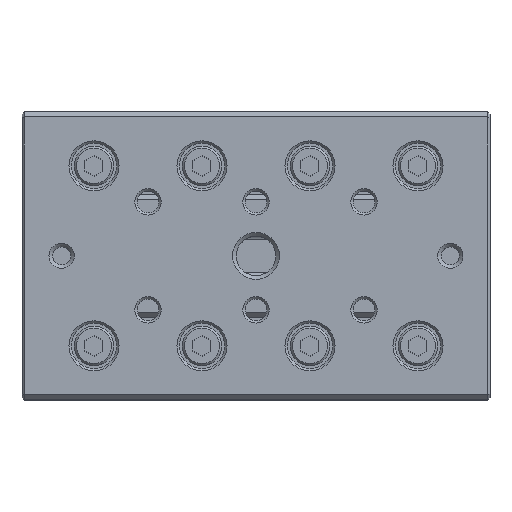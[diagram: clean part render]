
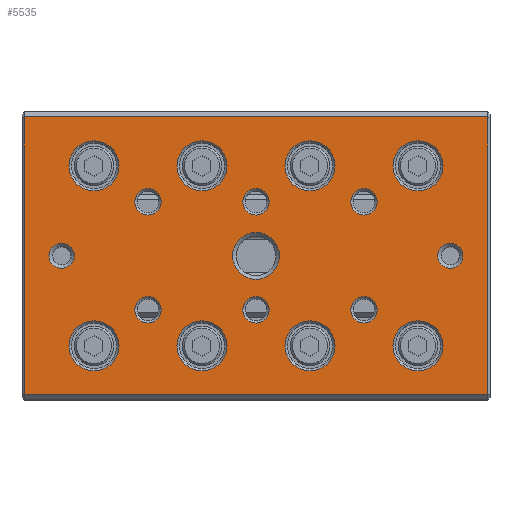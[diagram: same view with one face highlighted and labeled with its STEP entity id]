
A CAD part, top view. The second image highlights one B-rep face of the part: STEP entity #5535.
In plain terms, the highlighted planar face has unit normal (0, 0, 1).
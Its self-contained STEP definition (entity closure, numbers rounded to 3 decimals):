
#4890=FACE_BOUND('',#8268,.T.);
#4891=FACE_BOUND('',#8269,.T.);
#4892=FACE_BOUND('',#8270,.T.);
#4893=FACE_BOUND('',#8271,.T.);
#4894=FACE_BOUND('',#8272,.T.);
#4895=FACE_BOUND('',#8273,.T.);
#4896=FACE_BOUND('',#8274,.T.);
#4897=FACE_BOUND('',#8275,.T.);
#4898=FACE_BOUND('',#8276,.T.);
#4899=FACE_BOUND('',#8277,.T.);
#4900=FACE_BOUND('',#8278,.T.);
#4901=FACE_BOUND('',#8279,.T.);
#4902=FACE_BOUND('',#8280,.T.);
#4903=FACE_BOUND('',#8281,.T.);
#4904=FACE_BOUND('',#8282,.T.);
#4905=FACE_BOUND('',#8283,.T.);
#4906=FACE_BOUND('',#8284,.T.);
#4907=FACE_BOUND('',#8285,.T.);
#5222=CIRCLE('',#22243,3.25);
#5223=CIRCLE('',#22244,1.75);
#5224=CIRCLE('',#22245,1.75);
#5225=CIRCLE('',#22246,1.833);
#5226=CIRCLE('',#22247,1.833);
#5227=CIRCLE('',#22248,1.833);
#5228=CIRCLE('',#22249,1.833);
#5229=CIRCLE('',#22250,1.833);
#5230=CIRCLE('',#22251,1.833);
#5231=CIRCLE('',#22252,3.475);
#5232=CIRCLE('',#22253,3.475);
#5233=CIRCLE('',#22254,3.475);
#5234=CIRCLE('',#22255,3.475);
#5235=CIRCLE('',#22256,3.475);
#5236=CIRCLE('',#22257,3.475);
#5237=CIRCLE('',#22258,3.475);
#5238=CIRCLE('',#22259,3.475);
#5535=ADVANCED_FACE('',(#4890,#4891,#4892,#4893,#4894,#4895,#4896,#4897,
#4898,#4899,#4900,#4901,#4902,#4903,#4904,#4905,#4906,#4907),#6509,.F.);
#6509=PLANE('',#22260);
#8268=EDGE_LOOP('',(#10510));
#8269=EDGE_LOOP('',(#10511));
#8270=EDGE_LOOP('',(#10512));
#8271=EDGE_LOOP('',(#10513));
#8272=EDGE_LOOP('',(#10514));
#8273=EDGE_LOOP('',(#10515));
#8274=EDGE_LOOP('',(#10516));
#8275=EDGE_LOOP('',(#10517));
#8276=EDGE_LOOP('',(#10518));
#8277=EDGE_LOOP('',(#10519));
#8278=EDGE_LOOP('',(#10520));
#8279=EDGE_LOOP('',(#10521));
#8280=EDGE_LOOP('',(#10522));
#8281=EDGE_LOOP('',(#10523));
#8282=EDGE_LOOP('',(#10524));
#8283=EDGE_LOOP('',(#10525));
#8284=EDGE_LOOP('',(#10526));
#8285=EDGE_LOOP('',(#10527,#10528,#10529,#10530));
#10510=ORIENTED_EDGE('',*,*,#16627,.T.);
#10511=ORIENTED_EDGE('',*,*,#16628,.F.);
#10512=ORIENTED_EDGE('',*,*,#16629,.T.);
#10513=ORIENTED_EDGE('',*,*,#16630,.T.);
#10514=ORIENTED_EDGE('',*,*,#16631,.T.);
#10515=ORIENTED_EDGE('',*,*,#16632,.T.);
#10516=ORIENTED_EDGE('',*,*,#16633,.T.);
#10517=ORIENTED_EDGE('',*,*,#16634,.T.);
#10518=ORIENTED_EDGE('',*,*,#16635,.T.);
#10519=ORIENTED_EDGE('',*,*,#16636,.T.);
#10520=ORIENTED_EDGE('',*,*,#16637,.T.);
#10521=ORIENTED_EDGE('',*,*,#16638,.T.);
#10522=ORIENTED_EDGE('',*,*,#16639,.T.);
#10523=ORIENTED_EDGE('',*,*,#16640,.T.);
#10524=ORIENTED_EDGE('',*,*,#16641,.T.);
#10525=ORIENTED_EDGE('',*,*,#16642,.T.);
#10526=ORIENTED_EDGE('',*,*,#16643,.T.);
#10527=ORIENTED_EDGE('',*,*,#16644,.T.);
#10528=ORIENTED_EDGE('',*,*,#16645,.T.);
#10529=ORIENTED_EDGE('',*,*,#16646,.T.);
#10530=ORIENTED_EDGE('',*,*,#16647,.T.);
#14840=VERTEX_POINT('',#29282);
#14841=VERTEX_POINT('',#29284);
#14842=VERTEX_POINT('',#29286);
#14843=VERTEX_POINT('',#29288);
#14844=VERTEX_POINT('',#29290);
#14845=VERTEX_POINT('',#29292);
#14846=VERTEX_POINT('',#29294);
#14847=VERTEX_POINT('',#29296);
#14848=VERTEX_POINT('',#29298);
#14849=VERTEX_POINT('',#29300);
#14850=VERTEX_POINT('',#29302);
#14851=VERTEX_POINT('',#29304);
#14852=VERTEX_POINT('',#29306);
#14853=VERTEX_POINT('',#29308);
#14854=VERTEX_POINT('',#29310);
#14855=VERTEX_POINT('',#29312);
#14856=VERTEX_POINT('',#29314);
#14857=VERTEX_POINT('',#29316);
#14858=VERTEX_POINT('',#29317);
#14859=VERTEX_POINT('',#29319);
#14860=VERTEX_POINT('',#29321);
#16627=EDGE_CURVE('',#14840,#14840,#5222,.T.);
#16628=EDGE_CURVE('',#14841,#14841,#5223,.T.);
#16629=EDGE_CURVE('',#14842,#14842,#5224,.T.);
#16630=EDGE_CURVE('',#14843,#14843,#5225,.T.);
#16631=EDGE_CURVE('',#14844,#14844,#5226,.T.);
#16632=EDGE_CURVE('',#14845,#14845,#5227,.T.);
#16633=EDGE_CURVE('',#14846,#14846,#5228,.T.);
#16634=EDGE_CURVE('',#14847,#14847,#5229,.T.);
#16635=EDGE_CURVE('',#14848,#14848,#5230,.T.);
#16636=EDGE_CURVE('',#14849,#14849,#5231,.T.);
#16637=EDGE_CURVE('',#14850,#14850,#5232,.T.);
#16638=EDGE_CURVE('',#14851,#14851,#5233,.T.);
#16639=EDGE_CURVE('',#14852,#14852,#5234,.T.);
#16640=EDGE_CURVE('',#14853,#14853,#5235,.T.);
#16641=EDGE_CURVE('',#14854,#14854,#5236,.T.);
#16642=EDGE_CURVE('',#14855,#14855,#5237,.T.);
#16643=EDGE_CURVE('',#14856,#14856,#5238,.T.);
#16644=EDGE_CURVE('',#14857,#14858,#18824,.T.);
#16645=EDGE_CURVE('',#14858,#14859,#18825,.T.);
#16646=EDGE_CURVE('',#14859,#14860,#18826,.T.);
#16647=EDGE_CURVE('',#14860,#14857,#18827,.T.);
#18824=LINE('',#29315,#20704);
#18825=LINE('',#29318,#20705);
#18826=LINE('',#29320,#20706);
#18827=LINE('',#29322,#20707);
#20704=VECTOR('',#24264,1.);
#20705=VECTOR('',#24265,1.);
#20706=VECTOR('',#24266,1.);
#20707=VECTOR('',#24267,1.);
#22243=AXIS2_PLACEMENT_3D('',#29281,#24230,#24231);
#22244=AXIS2_PLACEMENT_3D('',#29283,#24232,#24233);
#22245=AXIS2_PLACEMENT_3D('',#29285,#24234,#24235);
#22246=AXIS2_PLACEMENT_3D('',#29287,#24236,#24237);
#22247=AXIS2_PLACEMENT_3D('',#29289,#24238,#24239);
#22248=AXIS2_PLACEMENT_3D('',#29291,#24240,#24241);
#22249=AXIS2_PLACEMENT_3D('',#29293,#24242,#24243);
#22250=AXIS2_PLACEMENT_3D('',#29295,#24244,#24245);
#22251=AXIS2_PLACEMENT_3D('',#29297,#24246,#24247);
#22252=AXIS2_PLACEMENT_3D('',#29299,#24248,#24249);
#22253=AXIS2_PLACEMENT_3D('',#29301,#24250,#24251);
#22254=AXIS2_PLACEMENT_3D('',#29303,#24252,#24253);
#22255=AXIS2_PLACEMENT_3D('',#29305,#24254,#24255);
#22256=AXIS2_PLACEMENT_3D('',#29307,#24256,#24257);
#22257=AXIS2_PLACEMENT_3D('',#29309,#24258,#24259);
#22258=AXIS2_PLACEMENT_3D('',#29311,#24260,#24261);
#22259=AXIS2_PLACEMENT_3D('',#29313,#24262,#24263);
#22260=AXIS2_PLACEMENT_3D('',#29323,#24268,#24269);
#24230=DIRECTION('',(0.,0.,-1.));
#24231=DIRECTION('',(-1.,0.,0.));
#24232=DIRECTION('',(0.,0.,1.));
#24233=DIRECTION('',(1.,0.,0.));
#24234=DIRECTION('',(0.,0.,-1.));
#24235=DIRECTION('',(-1.,0.,0.));
#24236=DIRECTION('',(0.,0.,-1.));
#24237=DIRECTION('',(-1.,0.,0.));
#24238=DIRECTION('',(0.,0.,-1.));
#24239=DIRECTION('',(-1.,0.,0.));
#24240=DIRECTION('',(0.,0.,-1.));
#24241=DIRECTION('',(-1.,0.,0.));
#24242=DIRECTION('',(0.,0.,-1.));
#24243=DIRECTION('',(-1.,0.,0.));
#24244=DIRECTION('',(0.,0.,-1.));
#24245=DIRECTION('',(-1.,0.,0.));
#24246=DIRECTION('',(0.,0.,-1.));
#24247=DIRECTION('',(-1.,0.,0.));
#24248=DIRECTION('',(0.,0.,-1.));
#24249=DIRECTION('',(-1.,0.,0.));
#24250=DIRECTION('',(0.,0.,-1.));
#24251=DIRECTION('',(-1.,0.,0.));
#24252=DIRECTION('',(0.,0.,-1.));
#24253=DIRECTION('',(-1.,0.,0.));
#24254=DIRECTION('',(0.,0.,-1.));
#24255=DIRECTION('',(-1.,0.,0.));
#24256=DIRECTION('',(0.,0.,-1.));
#24257=DIRECTION('',(-1.,0.,0.));
#24258=DIRECTION('',(0.,0.,-1.));
#24259=DIRECTION('',(-1.,0.,0.));
#24260=DIRECTION('',(0.,0.,-1.));
#24261=DIRECTION('',(-1.,0.,0.));
#24262=DIRECTION('',(0.,0.,-1.));
#24263=DIRECTION('',(-1.,0.,0.));
#24264=DIRECTION('',(1.,0.,0.));
#24265=DIRECTION('',(0.,1.,0.));
#24266=DIRECTION('',(-1.,0.,0.));
#24267=DIRECTION('',(0.,-1.,0.));
#24268=DIRECTION('',(0.,0.,-1.));
#24269=DIRECTION('',(-1.,0.,0.));
#29281=CARTESIAN_POINT('',(112.5,20.,21.));
#29282=CARTESIAN_POINT('',(109.25,20.,21.));
#29283=CARTESIAN_POINT('',(139.5,20.,21.));
#29284=CARTESIAN_POINT('',(141.25,20.,21.));
#29285=CARTESIAN_POINT('',(85.5,20.,21.));
#29286=CARTESIAN_POINT('',(83.75,20.,21.));
#29287=CARTESIAN_POINT('',(127.5,12.5,21.));
#29288=CARTESIAN_POINT('',(125.667,12.5,21.));
#29289=CARTESIAN_POINT('',(127.5,27.5,21.));
#29290=CARTESIAN_POINT('',(125.667,27.5,21.));
#29291=CARTESIAN_POINT('',(112.5,12.5,21.));
#29292=CARTESIAN_POINT('',(110.667,12.5,21.));
#29293=CARTESIAN_POINT('',(112.5,27.5,21.));
#29294=CARTESIAN_POINT('',(110.667,27.5,21.));
#29295=CARTESIAN_POINT('',(97.5,12.5,21.));
#29296=CARTESIAN_POINT('',(95.667,12.5,21.));
#29297=CARTESIAN_POINT('',(97.5,27.5,21.));
#29298=CARTESIAN_POINT('',(95.667,27.5,21.));
#29299=CARTESIAN_POINT('',(135.,7.5,21.));
#29300=CARTESIAN_POINT('',(131.525,7.5,21.));
#29301=CARTESIAN_POINT('',(135.,32.5,21.));
#29302=CARTESIAN_POINT('',(131.525,32.5,21.));
#29303=CARTESIAN_POINT('',(120.,7.5,21.));
#29304=CARTESIAN_POINT('',(116.525,7.5,21.));
#29305=CARTESIAN_POINT('',(120.,32.5,21.));
#29306=CARTESIAN_POINT('',(116.525,32.5,21.));
#29307=CARTESIAN_POINT('',(105.,7.5,21.));
#29308=CARTESIAN_POINT('',(101.525,7.5,21.));
#29309=CARTESIAN_POINT('',(105.,32.5,21.));
#29310=CARTESIAN_POINT('',(101.525,32.5,21.));
#29311=CARTESIAN_POINT('',(90.,7.5,21.));
#29312=CARTESIAN_POINT('',(86.525,7.5,21.));
#29313=CARTESIAN_POINT('',(90.,32.5,21.));
#29314=CARTESIAN_POINT('',(86.525,32.5,21.));
#29315=CARTESIAN_POINT('',(145.,0.7,21.));
#29316=CARTESIAN_POINT('',(80.3,0.7,21.));
#29317=CARTESIAN_POINT('',(144.7,0.7,21.));
#29318=CARTESIAN_POINT('',(144.7,40.,21.));
#29319=CARTESIAN_POINT('',(144.7,39.3,21.));
#29320=CARTESIAN_POINT('',(145.,39.3,21.));
#29321=CARTESIAN_POINT('',(80.3,39.3,21.));
#29322=CARTESIAN_POINT('',(80.3,0.7,21.));
#29323=CARTESIAN_POINT('',(145.,40.,21.));
